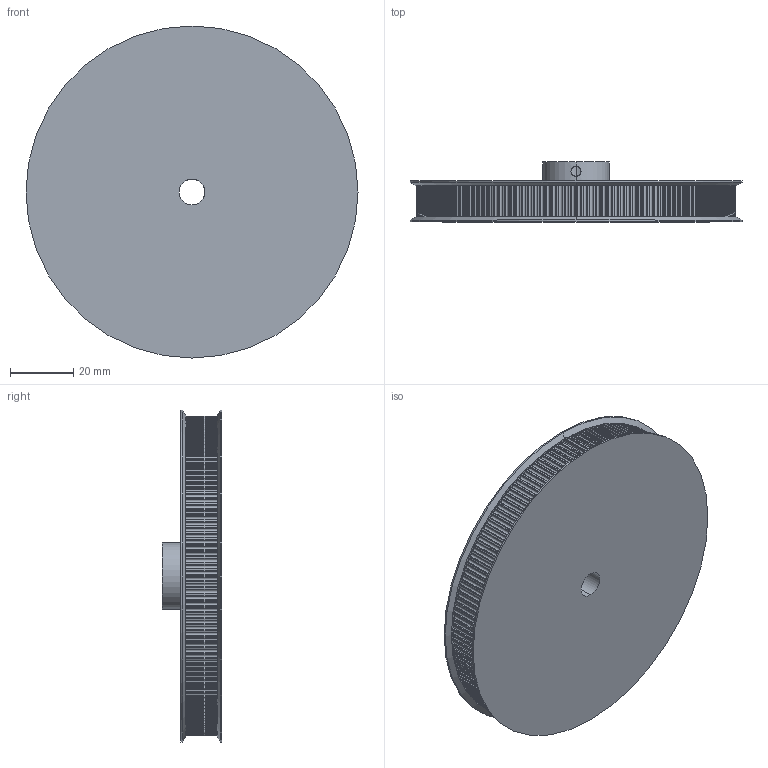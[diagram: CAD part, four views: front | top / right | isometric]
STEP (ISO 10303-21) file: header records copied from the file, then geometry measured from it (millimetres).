
FILE_DESCRIPTION (( 'STEP AP214' ), '1' );
FILE_NAME ('gt2stp.STEP', '2023-02-27T19:12:18', ( '' ), ( '' ), 'SwSTEP 2.0', 'SolidWorks 2022', '' );
FILE_SCHEMA (( 'AUTOMOTIVE_DESIGN' ));
Length unit declared in the file: millimetre
Products named in the file (1): gt2stp
Bounding box: 105.32 x 19 x 105.32 mm (x, y, z)
Volume: 106049 mm3; surface area: 24852.6 mm2
Topology: 1 solids, 1 shells, 1130 faces, 3377 edges, 2250 vertices
Faces by surface type: cylinder 1121, plane 5, cone 4
Entity records: 39665 total; most frequent: DIRECTION 7865, CARTESIAN_POINT 6974, ORIENTED_EDGE 6754, EDGE_CURVE 3377, AXIS2_PLACEMENT_3D 3369, VERTEX_POINT 2250, CIRCLE 2238, EDGE_LOOP 1137
